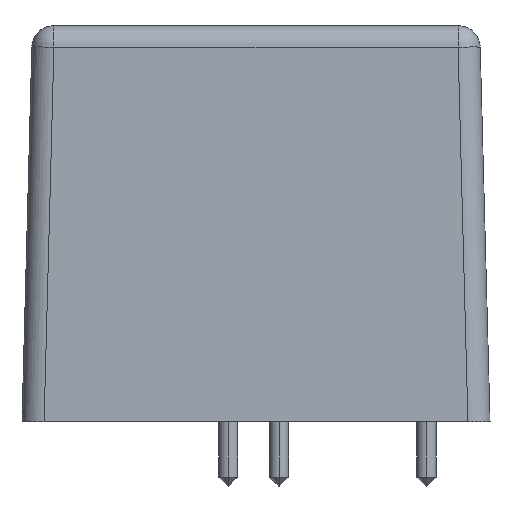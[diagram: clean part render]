
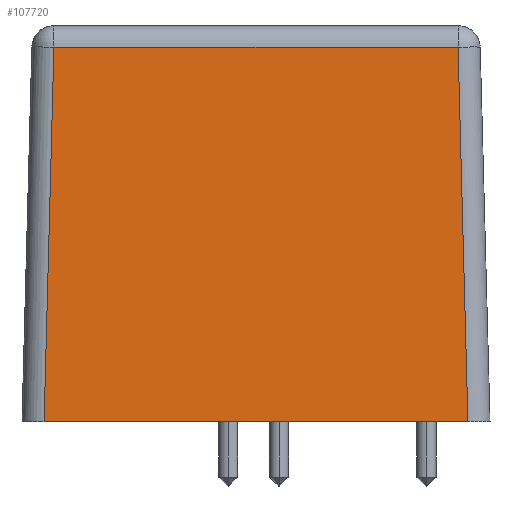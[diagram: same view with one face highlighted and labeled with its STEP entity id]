
A CAD part, left-side view. The second image highlights one B-rep face of the part: STEP entity #107720.
In plain terms, the highlighted planar face has unit normal (-1, 0, 0.026).
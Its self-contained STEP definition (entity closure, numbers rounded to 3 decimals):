
#102280=CARTESIAN_POINT('',(0.486,73.169,
0.));
#102290=VERTEX_POINT('NONE',#102280);
#102320=CARTESIAN_POINT('',(0.486,75.698,0.));
#102330=DIRECTION('',(0.,1.,0.));
#102340=VECTOR('',#102330,1000.);
#102350=LINE('',#102320,#102340);
#102360=CARTESIAN_POINT('',(0.486,50.168,
0.));
#102370=VERTEX_POINT('NONE',#102360);
#102380=EDGE_CURVE('NONE',#102370,#102290,#102350,.T.);
#107360=CARTESIAN_POINT('',(1.019,72.636,
20.331));
#107370=VERTEX_POINT('NONE',#107360);
#107400=CARTESIAN_POINT('',(0.487,73.168,
0.031));
#107410=DIRECTION('',(0.026,-0.026,
0.999));
#107420=VECTOR('',#107410,1000.);
#107430=LINE('',#107400,#107420);
#107440=EDGE_CURVE('NONE',#102290,#107370,#107430,.T.);
#107490=CARTESIAN_POINT('',(0.486,49.068,0.));
#107500=DIRECTION('',(-1.,0.,0.026));
#107510=DIRECTION('',(0.026,0.,1.));
#107520=AXIS2_PLACEMENT_3D('',#107490,#107500,#107510);
#107530=PLANE('',#107520);
#107540=CARTESIAN_POINT('',(1.019,49.068,20.331)
);
#107550=DIRECTION('',(0.,1.,0.));
#107560=VECTOR('',#107550,1000.);
#107570=LINE('',#107540,#107560);
#107580=CARTESIAN_POINT('',(1.019,50.7,
20.331));
#107590=VERTEX_POINT('NONE',#107580);
#107600=EDGE_CURVE('NONE',#107590,#107370,#107570,.T.);
#107610=ORIENTED_EDGE('',*,*,#107600,.T.);
#107620=CARTESIAN_POINT('',(0.486,50.168,
0.));
#107630=DIRECTION('',(0.026,0.026,
0.999));
#107640=VECTOR('',#107630,1000.);
#107650=LINE('',#107620,#107640);
#107660=EDGE_CURVE('NONE',#102370,#107590,#107650,.T.);
#107670=ORIENTED_EDGE('',*,*,#107660,.T.);
#107680=ORIENTED_EDGE('',*,*,#102380,.F.);
#107690=ORIENTED_EDGE('',*,*,#107440,.F.);
#107700=EDGE_LOOP('',(#107690,#107680,#107670,#107610));
#107710=FACE_OUTER_BOUND('',#107700,.T.);
#107720=ADVANCED_FACE('NONE',(#107710),#107530,.T.);
